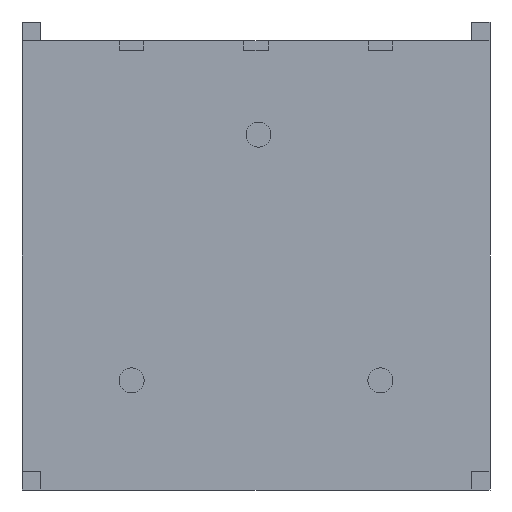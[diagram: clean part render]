
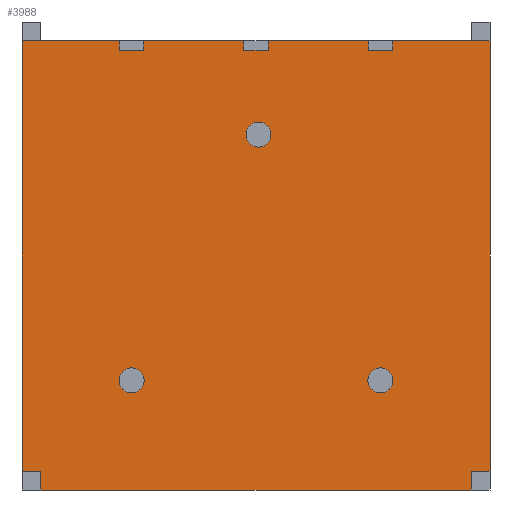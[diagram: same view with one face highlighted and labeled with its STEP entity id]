
A CAD part, front view. The second image highlights one B-rep face of the part: STEP entity #3988.
In plain terms, the highlighted planar face has unit normal (0, -1, 0).
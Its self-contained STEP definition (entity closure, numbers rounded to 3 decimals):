
#89=PLANE('',#4082);
#306=FACE_OUTER_BOUND('',#537,.T.);
#537=EDGE_LOOP('',(#3479,#3480,#3481,#3482,#3483,#3484,#3485,#3486,#3487,
#3488,#3489,#3490,#3491,#3492,#3493,#3494,#3495,#3496,#3497,#3498,#3499,
#3500));
#775=LINE('',#8110,#1068);
#783=LINE('',#8125,#1076);
#784=LINE('',#8127,#1077);
#786=LINE('',#8133,#1079);
#794=LINE('',#8148,#1087);
#795=LINE('',#8150,#1088);
#797=LINE('',#8156,#1090);
#805=LINE('',#8171,#1098);
#806=LINE('',#8173,#1099);
#807=LINE('',#8176,#1100);
#808=LINE('',#8178,#1101);
#809=LINE('',#8180,#1102);
#810=LINE('',#8182,#1103);
#811=LINE('',#8184,#1104);
#812=LINE('',#8186,#1105);
#813=LINE('',#8188,#1106);
#814=LINE('',#8190,#1107);
#815=LINE('',#8192,#1108);
#816=LINE('',#8194,#1109);
#817=LINE('',#8195,#1110);
#818=LINE('',#8196,#1111);
#819=LINE('',#8197,#1112);
#1068=VECTOR('',#4392,10.);
#1076=VECTOR('',#4404,10.);
#1077=VECTOR('',#4407,10.);
#1079=VECTOR('',#4411,10.);
#1087=VECTOR('',#4423,10.);
#1088=VECTOR('',#4426,10.);
#1090=VECTOR('',#4430,10.);
#1098=VECTOR('',#4442,10.);
#1099=VECTOR('',#4445,10.);
#1100=VECTOR('',#4448,10.);
#1101=VECTOR('',#4449,10.);
#1102=VECTOR('',#4450,10.);
#1103=VECTOR('',#4451,10.);
#1104=VECTOR('',#4452,10.);
#1105=VECTOR('',#4453,10.);
#1106=VECTOR('',#4454,10.);
#1107=VECTOR('',#4455,10.);
#1108=VECTOR('',#4456,10.);
#1109=VECTOR('',#4457,10.);
#1110=VECTOR('',#4458,10.);
#1111=VECTOR('',#4459,10.);
#1112=VECTOR('',#4460,10.);
#1787=VERTEX_POINT('',#8106);
#1789=VERTEX_POINT('',#8109);
#1793=VERTEX_POINT('',#8121);
#1794=VERTEX_POINT('',#8123);
#1795=VERTEX_POINT('',#8129);
#1797=VERTEX_POINT('',#8132);
#1801=VERTEX_POINT('',#8144);
#1802=VERTEX_POINT('',#8146);
#1803=VERTEX_POINT('',#8152);
#1805=VERTEX_POINT('',#8155);
#1809=VERTEX_POINT('',#8167);
#1810=VERTEX_POINT('',#8169);
#1811=VERTEX_POINT('',#8175);
#1812=VERTEX_POINT('',#8177);
#1813=VERTEX_POINT('',#8179);
#1814=VERTEX_POINT('',#8181);
#1815=VERTEX_POINT('',#8183);
#1816=VERTEX_POINT('',#8185);
#1817=VERTEX_POINT('',#8187);
#1818=VERTEX_POINT('',#8189);
#1819=VERTEX_POINT('',#8191);
#1820=VERTEX_POINT('',#8193);
#2351=EDGE_CURVE('',#1789,#1787,#775,.T.);
#2359=EDGE_CURVE('',#1793,#1794,#783,.T.);
#2360=EDGE_CURVE('',#1794,#1789,#784,.T.);
#2362=EDGE_CURVE('',#1797,#1795,#786,.T.);
#2370=EDGE_CURVE('',#1801,#1802,#794,.T.);
#2371=EDGE_CURVE('',#1802,#1797,#795,.T.);
#2373=EDGE_CURVE('',#1805,#1803,#797,.T.);
#2381=EDGE_CURVE('',#1809,#1810,#805,.T.);
#2382=EDGE_CURVE('',#1810,#1805,#806,.T.);
#2383=EDGE_CURVE('',#1787,#1811,#807,.T.);
#2384=EDGE_CURVE('',#1812,#1811,#808,.T.);
#2385=EDGE_CURVE('',#1813,#1812,#809,.T.);
#2386=EDGE_CURVE('',#1814,#1813,#810,.T.);
#2387=EDGE_CURVE('',#1815,#1814,#811,.T.);
#2388=EDGE_CURVE('',#1816,#1815,#812,.T.);
#2389=EDGE_CURVE('',#1817,#1816,#813,.T.);
#2390=EDGE_CURVE('',#1818,#1817,#814,.T.);
#2391=EDGE_CURVE('',#1819,#1818,#815,.T.);
#2392=EDGE_CURVE('',#1820,#1819,#816,.T.);
#2393=EDGE_CURVE('',#1820,#1809,#817,.T.);
#2394=EDGE_CURVE('',#1803,#1801,#818,.T.);
#2395=EDGE_CURVE('',#1795,#1793,#819,.T.);
#3479=ORIENTED_EDGE('',*,*,#2359,.T.);
#3480=ORIENTED_EDGE('',*,*,#2360,.T.);
#3481=ORIENTED_EDGE('',*,*,#2351,.T.);
#3482=ORIENTED_EDGE('',*,*,#2383,.T.);
#3483=ORIENTED_EDGE('',*,*,#2384,.F.);
#3484=ORIENTED_EDGE('',*,*,#2385,.F.);
#3485=ORIENTED_EDGE('',*,*,#2386,.F.);
#3486=ORIENTED_EDGE('',*,*,#2387,.F.);
#3487=ORIENTED_EDGE('',*,*,#2388,.F.);
#3488=ORIENTED_EDGE('',*,*,#2389,.F.);
#3489=ORIENTED_EDGE('',*,*,#2390,.F.);
#3490=ORIENTED_EDGE('',*,*,#2391,.F.);
#3491=ORIENTED_EDGE('',*,*,#2392,.F.);
#3492=ORIENTED_EDGE('',*,*,#2393,.T.);
#3493=ORIENTED_EDGE('',*,*,#2381,.T.);
#3494=ORIENTED_EDGE('',*,*,#2382,.T.);
#3495=ORIENTED_EDGE('',*,*,#2373,.T.);
#3496=ORIENTED_EDGE('',*,*,#2394,.T.);
#3497=ORIENTED_EDGE('',*,*,#2370,.T.);
#3498=ORIENTED_EDGE('',*,*,#2371,.T.);
#3499=ORIENTED_EDGE('',*,*,#2362,.T.);
#3500=ORIENTED_EDGE('',*,*,#2395,.T.);
#3988=ADVANCED_FACE('',(#306),#89,.F.);
#4082=AXIS2_PLACEMENT_3D('',#8174,#4446,#4447);
#4392=DIRECTION('',(0.,0.,1.));
#4404=DIRECTION('',(0.,0.,-1.));
#4407=DIRECTION('',(-1.,0.,0.));
#4411=DIRECTION('',(0.,0.,1.));
#4423=DIRECTION('',(0.,0.,-1.));
#4426=DIRECTION('',(-1.,0.,0.));
#4430=DIRECTION('',(0.,0.,1.));
#4442=DIRECTION('',(0.,0.,-1.));
#4445=DIRECTION('',(-1.,0.,0.));
#4446=DIRECTION('center_axis',(0.,1.,0.));
#4447=DIRECTION('ref_axis',(0.,0.,1.));
#4448=DIRECTION('',(-1.,0.,0.));
#4449=DIRECTION('',(1.,0.,0.));
#4450=DIRECTION('',(0.,0.,1.));
#4451=DIRECTION('',(-1.,0.,0.));
#4452=DIRECTION('',(0.,0.,1.));
#4453=DIRECTION('',(-1.,0.,0.));
#4454=DIRECTION('',(0.,0.,-1.));
#4455=DIRECTION('',(-1.,0.,0.));
#4456=DIRECTION('',(0.,0.,-1.));
#4457=DIRECTION('',(1.,0.,0.));
#4458=DIRECTION('',(-1.,0.,0.));
#4459=DIRECTION('',(-1.,0.,0.));
#4460=DIRECTION('',(-1.,0.,0.));
#8106=CARTESIAN_POINT('',(-2.79,0.38,4.4));
#8109=CARTESIAN_POINT('',(-2.79,0.38,4.2));
#8110=CARTESIAN_POINT('',(-2.79,0.38,2.39));
#8121=CARTESIAN_POINT('',(-2.29,0.38,4.4));
#8123=CARTESIAN_POINT('',(-2.29,0.38,4.2));
#8125=CARTESIAN_POINT('',(-2.29,0.38,2.39));
#8127=CARTESIAN_POINT('',(-1.27,0.38,4.2));
#8129=CARTESIAN_POINT('',(-0.25,0.38,4.4));
#8132=CARTESIAN_POINT('',(-0.25,0.38,4.2));
#8133=CARTESIAN_POINT('',(-0.25,0.38,2.39));
#8144=CARTESIAN_POINT('',(0.25,0.38,4.4));
#8146=CARTESIAN_POINT('',(0.25,0.38,4.2));
#8148=CARTESIAN_POINT('',(0.25,0.38,2.39));
#8150=CARTESIAN_POINT('',(0.,0.38,4.2));
#8152=CARTESIAN_POINT('',(2.29,0.38,4.4));
#8155=CARTESIAN_POINT('',(2.29,0.38,4.2));
#8156=CARTESIAN_POINT('',(2.29,0.38,2.39));
#8167=CARTESIAN_POINT('',(2.79,0.38,4.4));
#8169=CARTESIAN_POINT('',(2.79,0.38,4.2));
#8171=CARTESIAN_POINT('',(2.79,0.38,2.39));
#8173=CARTESIAN_POINT('',(1.27,0.38,4.2));
#8174=CARTESIAN_POINT('Origin',(0.,0.38,0.));
#8175=CARTESIAN_POINT('',(-4.4,0.38,4.4));
#8176=CARTESIAN_POINT('',(0.,0.38,4.4));
#8177=CARTESIAN_POINT('',(-4.78,0.38,4.4));
#8178=CARTESIAN_POINT('',(-4.78,0.38,4.4));
#8179=CARTESIAN_POINT('',(-4.78,0.38,-4.4));
#8180=CARTESIAN_POINT('',(-4.78,0.38,-2.39));
#8181=CARTESIAN_POINT('',(-4.4,0.38,-4.4));
#8182=CARTESIAN_POINT('',(-4.4,0.38,-4.4));
#8183=CARTESIAN_POINT('',(-4.4,0.38,-4.78));
#8184=CARTESIAN_POINT('',(-4.4,0.38,-4.78));
#8185=CARTESIAN_POINT('',(4.4,0.38,-4.78));
#8186=CARTESIAN_POINT('',(2.39,0.38,-4.78));
#8187=CARTESIAN_POINT('',(4.4,0.38,-4.4));
#8188=CARTESIAN_POINT('',(4.4,0.38,-4.4));
#8189=CARTESIAN_POINT('',(4.78,0.38,-4.4));
#8190=CARTESIAN_POINT('',(4.78,0.38,-4.4));
#8191=CARTESIAN_POINT('',(4.78,0.38,4.4));
#8192=CARTESIAN_POINT('',(4.78,0.38,2.39));
#8193=CARTESIAN_POINT('',(4.4,0.38,4.4));
#8194=CARTESIAN_POINT('',(4.4,0.38,4.4));
#8195=CARTESIAN_POINT('',(0.,0.38,4.4));
#8196=CARTESIAN_POINT('',(0.,0.38,4.4));
#8197=CARTESIAN_POINT('',(0.,0.38,4.4));
